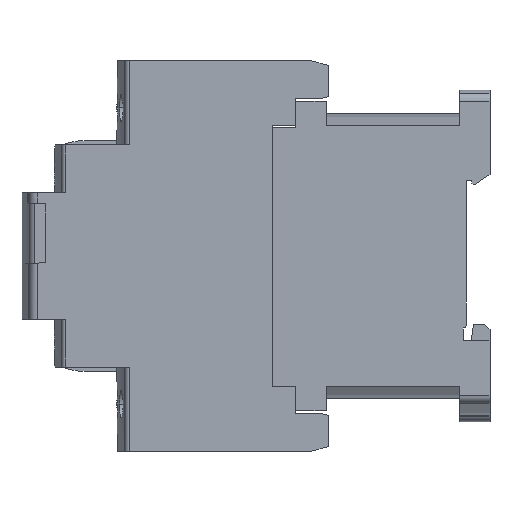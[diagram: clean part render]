
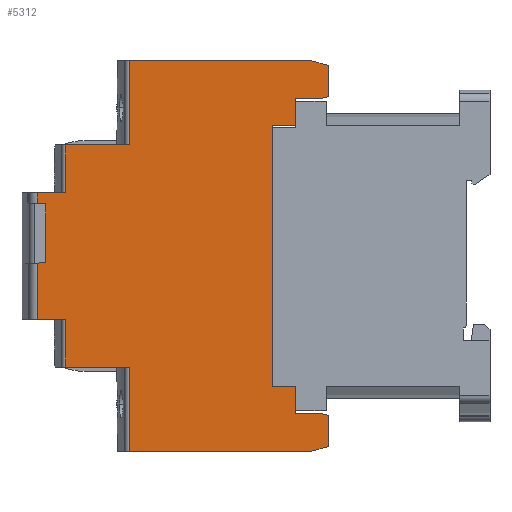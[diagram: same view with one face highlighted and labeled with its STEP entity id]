
A CAD part, left-side view. The second image highlights one B-rep face of the part: STEP entity #5312.
In plain terms, the highlighted planar face has unit normal (-1, 0, 0).
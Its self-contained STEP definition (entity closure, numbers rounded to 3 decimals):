
#1=DIRECTION('',(0.,-0.999,0.052));
#2=VECTOR('',#1,2.003);
#3=CARTESIAN_POINT('',(-22.25,57.9,-1.648));
#4=LINE('',#3,#2);
#5=DIRECTION('',(0.,0.,1.));
#6=VECTOR('',#5,13.638);
#7=CARTESIAN_POINT('',(-22.25,55.9,-1.543));
#8=LINE('',#7,#6);
#9=DIRECTION('',(0.,-0.999,-0.052));
#10=VECTOR('',#9,2.003);
#11=CARTESIAN_POINT('',(-22.25,57.9,12.2));
#12=LINE('',#11,#10);
#13=DIRECTION('',(0.,0.,1.));
#14=VECTOR('',#13,2.5);
#15=CARTESIAN_POINT('',(-22.25,57.9,12.2));
#16=LINE('',#15,#14);
#17=DIRECTION('',(0.,1.,0.));
#18=VECTOR('',#17,6.654);
#19=CARTESIAN_POINT('',(-22.25,51.246,14.7));
#20=LINE('',#19,#18);
#21=DIRECTION('',(0.,0.,1.));
#22=VECTOR('',#21,11.1);
#23=CARTESIAN_POINT('',(-22.25,51.246,14.7));
#24=LINE('',#23,#22);
#25=DIRECTION('',(0.,1.,0.));
#26=VECTOR('',#25,14.735);
#27=CARTESIAN_POINT('',(-22.25,36.511,25.8));
#28=LINE('',#27,#26);
#29=DIRECTION('',(0.,0.,1.));
#30=VECTOR('',#29,19.6);
#31=CARTESIAN_POINT('',(-22.25,36.511,25.8));
#32=LINE('',#31,#30);
#33=DIRECTION('',(0.,1.,0.));
#34=VECTOR('',#33,42.111);
#35=CARTESIAN_POINT('',(-22.25,-5.6,45.4));
#36=LINE('',#35,#34);
#37=DIRECTION('',(0.,0.961,0.278));
#38=VECTOR('',#37,4.32);
#39=CARTESIAN_POINT('',(-22.25,-9.75,44.2));
#40=LINE('',#39,#38);
#41=DIRECTION('',(0.,0.,1.));
#42=VECTOR('',#41,7.2);
#43=CARTESIAN_POINT('',(-22.25,-9.75,37.));
#44=LINE('',#43,#42);
#45=DIRECTION('',(0.,-0.966,0.259));
#46=VECTOR('',#45,1.932);
#47=CARTESIAN_POINT('',(-22.25,-7.884,36.5));
#48=LINE('',#47,#46);
#49=DIRECTION('',(0.,-1.,0.));
#50=VECTOR('',#49,5.834);
#51=CARTESIAN_POINT('',(-22.25,-2.05,36.5));
#52=LINE('',#51,#50);
#53=DIRECTION('',(0.,0.,1.));
#54=VECTOR('',#53,6.2);
#55=CARTESIAN_POINT('',(-22.25,-2.05,30.3));
#56=LINE('',#55,#54);
#57=DIRECTION('',(0.,-1.,0.));
#58=VECTOR('',#57,5.35);
#59=CARTESIAN_POINT('',(-22.25,3.3,30.3));
#60=LINE('',#59,#58);
#61=DIRECTION('',(0.,0.,1.));
#62=VECTOR('',#61,60.6);
#63=CARTESIAN_POINT('',(-22.25,3.3,-30.3));
#64=LINE('',#63,#62);
#65=DIRECTION('',(0.,1.,0.));
#66=VECTOR('',#65,5.35);
#67=CARTESIAN_POINT('',(-22.25,-2.05,-30.3));
#68=LINE('',#67,#66);
#69=DIRECTION('',(0.,0.,1.));
#70=VECTOR('',#69,6.2);
#71=CARTESIAN_POINT('',(-22.25,-2.05,-36.5));
#72=LINE('',#71,#70);
#73=DIRECTION('',(0.,1.,0.));
#74=VECTOR('',#73,5.834);
#75=CARTESIAN_POINT('',(-22.25,-7.884,-36.5));
#76=LINE('',#75,#74);
#77=DIRECTION('',(0.,0.966,0.259));
#78=VECTOR('',#77,1.932);
#79=CARTESIAN_POINT('',(-22.25,-9.75,-37.));
#80=LINE('',#79,#78);
#81=DIRECTION('',(0.,0.,1.));
#82=VECTOR('',#81,7.2);
#83=CARTESIAN_POINT('',(-22.25,-9.75,-44.2));
#84=LINE('',#83,#82);
#85=DIRECTION('',(0.,-0.961,0.278));
#86=VECTOR('',#85,4.32);
#87=CARTESIAN_POINT('',(-22.25,-5.6,-45.4));
#88=LINE('',#87,#86);
#89=DIRECTION('',(0.,-1.,0.));
#90=VECTOR('',#89,42.111);
#91=CARTESIAN_POINT('',(-22.25,36.511,-45.4));
#92=LINE('',#91,#90);
#93=DIRECTION('',(0.,0.,1.));
#94=VECTOR('',#93,19.6);
#95=CARTESIAN_POINT('',(-22.25,36.511,-45.4));
#96=LINE('',#95,#94);
#97=DIRECTION('',(0.,-1.,0.));
#98=VECTOR('',#97,14.735);
#99=CARTESIAN_POINT('',(-22.25,51.246,-25.8));
#100=LINE('',#99,#98);
#101=DIRECTION('',(0.,0.,1.));
#102=VECTOR('',#101,11.1);
#103=CARTESIAN_POINT('',(-22.25,51.246,-25.8));
#104=LINE('',#103,#102);
#105=DIRECTION('',(0.,-1.,0.));
#106=VECTOR('',#105,6.654);
#107=CARTESIAN_POINT('',(-22.25,57.9,-14.7));
#108=LINE('',#107,#106);
#109=DIRECTION('',(0.,0.,1.));
#110=VECTOR('',#109,13.053);
#111=CARTESIAN_POINT('',(-22.25,57.9,-14.7));
#112=LINE('',#111,#110);
#4119=CARTESIAN_POINT('',(-22.25,-5.6,-45.4));
#4120=CARTESIAN_POINT('',(-22.25,-9.75,-44.2));
#4121=VERTEX_POINT('',#4119);
#4122=VERTEX_POINT('',#4120);
#4123=CARTESIAN_POINT('',(-22.25,-9.75,-37.));
#4124=VERTEX_POINT('',#4123);
#4125=CARTESIAN_POINT('',(-22.25,-7.884,-36.5));
#4126=VERTEX_POINT('',#4125);
#4127=CARTESIAN_POINT('',(-22.25,-2.05,-36.5));
#4128=VERTEX_POINT('',#4127);
#4129=CARTESIAN_POINT('',(-22.25,-2.05,-30.3));
#4130=VERTEX_POINT('',#4129);
#4131=CARTESIAN_POINT('',(-22.25,3.3,-30.3));
#4132=VERTEX_POINT('',#4131);
#4133=CARTESIAN_POINT('',(-22.25,3.3,30.3));
#4134=VERTEX_POINT('',#4133);
#4135=CARTESIAN_POINT('',(-22.25,-2.05,30.3));
#4136=VERTEX_POINT('',#4135);
#4137=CARTESIAN_POINT('',(-22.25,-2.05,36.5));
#4138=VERTEX_POINT('',#4137);
#4139=CARTESIAN_POINT('',(-22.25,-7.884,36.5));
#4140=VERTEX_POINT('',#4139);
#4141=CARTESIAN_POINT('',(-22.25,-9.75,37.));
#4142=VERTEX_POINT('',#4141);
#4143=CARTESIAN_POINT('',(-22.25,-9.75,44.2));
#4144=VERTEX_POINT('',#4143);
#4145=CARTESIAN_POINT('',(-22.25,-5.6,45.4));
#4146=VERTEX_POINT('',#4145);
#4183=CARTESIAN_POINT('',(-22.25,36.511,-45.4));
#4184=CARTESIAN_POINT('',(-22.25,36.511,-25.8));
#4185=VERTEX_POINT('',#4183);
#4186=VERTEX_POINT('',#4184);
#4187=CARTESIAN_POINT('',(-22.25,36.511,25.8));
#4188=CARTESIAN_POINT('',(-22.25,36.511,45.4));
#4189=VERTEX_POINT('',#4187);
#4190=VERTEX_POINT('',#4188);
#4215=CARTESIAN_POINT('',(-22.25,51.246,-25.8));
#4216=CARTESIAN_POINT('',(-22.25,51.246,-14.7));
#4217=VERTEX_POINT('',#4215);
#4218=VERTEX_POINT('',#4216);
#4219=CARTESIAN_POINT('',(-22.25,51.246,14.7));
#4220=CARTESIAN_POINT('',(-22.25,51.246,25.8));
#4221=VERTEX_POINT('',#4219);
#4222=VERTEX_POINT('',#4220);
#4249=CARTESIAN_POINT('',(-22.25,57.9,14.7));
#4250=VERTEX_POINT('',#4249);
#4251=CARTESIAN_POINT('',(-22.25,57.9,-14.7));
#4252=VERTEX_POINT('',#4251);
#4489=CARTESIAN_POINT('',(-22.25,57.9,-1.648));
#4490=CARTESIAN_POINT('',(-22.25,55.9,-1.543));
#4491=VERTEX_POINT('',#4489);
#4492=VERTEX_POINT('',#4490);
#4493=CARTESIAN_POINT('',(-22.25,55.9,12.095));
#4494=VERTEX_POINT('',#4493);
#4495=CARTESIAN_POINT('',(-22.25,57.9,12.2));
#4496=VERTEX_POINT('',#4495);
#5249=CARTESIAN_POINT('',(-22.25,0.,0.));
#5250=DIRECTION('',(-1.,0.,0.));
#5251=DIRECTION('',(0.,-1.,0.));
#5252=AXIS2_PLACEMENT_3D('',#5249,#5250,#5251);
#5253=PLANE('',#5252);
#5255=ORIENTED_EDGE('',*,*,#5254,.T.);
#5257=ORIENTED_EDGE('',*,*,#5256,.T.);
#5259=ORIENTED_EDGE('',*,*,#5258,.F.);
#5261=ORIENTED_EDGE('',*,*,#5260,.T.);
#5263=ORIENTED_EDGE('',*,*,#5262,.F.);
#5265=ORIENTED_EDGE('',*,*,#5264,.T.);
#5267=ORIENTED_EDGE('',*,*,#5266,.F.);
#5269=ORIENTED_EDGE('',*,*,#5268,.T.);
#5271=ORIENTED_EDGE('',*,*,#5270,.F.);
#5273=ORIENTED_EDGE('',*,*,#5272,.F.);
#5275=ORIENTED_EDGE('',*,*,#5274,.F.);
#5277=ORIENTED_EDGE('',*,*,#5276,.F.);
#5279=ORIENTED_EDGE('',*,*,#5278,.F.);
#5281=ORIENTED_EDGE('',*,*,#5280,.F.);
#5283=ORIENTED_EDGE('',*,*,#5282,.F.);
#5285=ORIENTED_EDGE('',*,*,#5284,.F.);
#5287=ORIENTED_EDGE('',*,*,#5286,.F.);
#5289=ORIENTED_EDGE('',*,*,#5288,.F.);
#5291=ORIENTED_EDGE('',*,*,#5290,.F.);
#5293=ORIENTED_EDGE('',*,*,#5292,.F.);
#5295=ORIENTED_EDGE('',*,*,#5294,.F.);
#5297=ORIENTED_EDGE('',*,*,#5296,.F.);
#5299=ORIENTED_EDGE('',*,*,#5298,.F.);
#5301=ORIENTED_EDGE('',*,*,#5300,.T.);
#5303=ORIENTED_EDGE('',*,*,#5302,.F.);
#5305=ORIENTED_EDGE('',*,*,#5304,.T.);
#5307=ORIENTED_EDGE('',*,*,#5306,.F.);
#5309=ORIENTED_EDGE('',*,*,#5308,.T.);
#5310=EDGE_LOOP('',(#5255,#5257,#5259,#5261,#5263,#5265,#5267,#5269,#5271,#5273,
#5275,#5277,#5279,#5281,#5283,#5285,#5287,#5289,#5291,#5293,#5295,#5297,#5299,
#5301,#5303,#5305,#5307,#5309));
#5311=FACE_OUTER_BOUND('',#5310,.F.);
#5312=ADVANCED_FACE('',(#5311),#5253,.T.);
#5254=EDGE_CURVE('',#4491,#4492,#4,.T.);
#5256=EDGE_CURVE('',#4492,#4494,#8,.T.);
#5258=EDGE_CURVE('',#4496,#4494,#12,.T.);
#5260=EDGE_CURVE('',#4496,#4250,#16,.T.);
#5262=EDGE_CURVE('',#4221,#4250,#20,.T.);
#5264=EDGE_CURVE('',#4221,#4222,#24,.T.);
#5266=EDGE_CURVE('',#4189,#4222,#28,.T.);
#5268=EDGE_CURVE('',#4189,#4190,#32,.T.);
#5270=EDGE_CURVE('',#4146,#4190,#36,.T.);
#5272=EDGE_CURVE('',#4144,#4146,#40,.T.);
#5274=EDGE_CURVE('',#4142,#4144,#44,.T.);
#5276=EDGE_CURVE('',#4140,#4142,#48,.T.);
#5278=EDGE_CURVE('',#4138,#4140,#52,.T.);
#5280=EDGE_CURVE('',#4136,#4138,#56,.T.);
#5282=EDGE_CURVE('',#4134,#4136,#60,.T.);
#5284=EDGE_CURVE('',#4132,#4134,#64,.T.);
#5286=EDGE_CURVE('',#4130,#4132,#68,.T.);
#5288=EDGE_CURVE('',#4128,#4130,#72,.T.);
#5290=EDGE_CURVE('',#4126,#4128,#76,.T.);
#5292=EDGE_CURVE('',#4124,#4126,#80,.T.);
#5294=EDGE_CURVE('',#4122,#4124,#84,.T.);
#5296=EDGE_CURVE('',#4121,#4122,#88,.T.);
#5298=EDGE_CURVE('',#4185,#4121,#92,.T.);
#5300=EDGE_CURVE('',#4185,#4186,#96,.T.);
#5302=EDGE_CURVE('',#4217,#4186,#100,.T.);
#5304=EDGE_CURVE('',#4217,#4218,#104,.T.);
#5306=EDGE_CURVE('',#4252,#4218,#108,.T.);
#5308=EDGE_CURVE('',#4252,#4491,#112,.T.);
